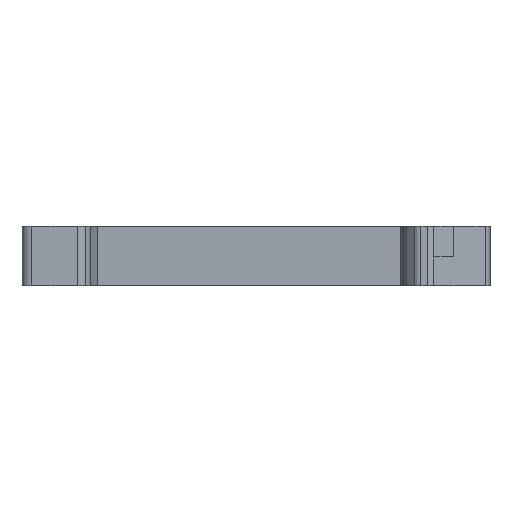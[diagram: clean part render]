
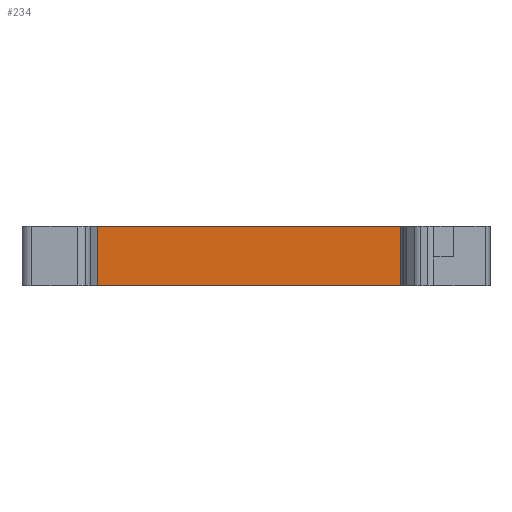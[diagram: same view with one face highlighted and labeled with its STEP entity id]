
A CAD part, front view. The second image highlights one B-rep face of the part: STEP entity #234.
In plain terms, the highlighted planar face has unit normal (0, -1, 0).
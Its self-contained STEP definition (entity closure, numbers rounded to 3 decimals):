
#234=ADVANCED_FACE('',(#702),#505,.T.);
#505=PLANE('',#5272);
#702=FACE_OUTER_BOUND('',#972,.T.);
#972=EDGE_LOOP('',(#1432,#1433,#1434,#1435));
#1432=ORIENTED_EDGE('',*,*,#3412,.F.);
#1433=ORIENTED_EDGE('',*,*,#3413,.F.);
#1434=ORIENTED_EDGE('',*,*,#3414,.T.);
#1435=ORIENTED_EDGE('',*,*,#3415,.F.);
#2912=VERTEX_POINT('',#7197);
#2913=VERTEX_POINT('',#7198);
#2914=VERTEX_POINT('',#7200);
#2915=VERTEX_POINT('',#7202);
#3412=EDGE_CURVE('',#2912,#2913,#4149,.T.);
#3413=EDGE_CURVE('',#2914,#2912,#4150,.T.);
#3414=EDGE_CURVE('',#2914,#2915,#4151,.T.);
#3415=EDGE_CURVE('',#2913,#2915,#4152,.T.);
#4149=LINE('',#7196,#4713);
#4150=LINE('',#7199,#4714);
#4151=LINE('',#7201,#4715);
#4152=LINE('',#7203,#4716);
#4713=VECTOR('',#5738,1.);
#4714=VECTOR('',#5739,1.);
#4715=VECTOR('',#5740,1.);
#4716=VECTOR('',#5741,1.);
#5272=AXIS2_PLACEMENT_3D('',#7204,#5742,#5743);
#5738=DIRECTION('',(0.,0.,-1.));
#5739=DIRECTION('',(1.,0.,0.));
#5740=DIRECTION('',(0.,0.,-1.));
#5741=DIRECTION('',(-1.,0.,0.));
#5742=DIRECTION('',(0.,-1.,0.));
#5743=DIRECTION('',(0.,0.,-1.));
#7196=CARTESIAN_POINT('',(21.64,-33.7,-3.2));
#7197=CARTESIAN_POINT('',(21.64,-33.7,0.));
#7198=CARTESIAN_POINT('',(21.64,-33.7,-6.2));
#7199=CARTESIAN_POINT('',(-15.51,-33.7,0.));
#7200=CARTESIAN_POINT('',(-15.51,-33.7,0.));
#7201=CARTESIAN_POINT('',(-15.51,-33.7,0.));
#7202=CARTESIAN_POINT('',(-15.51,-33.7,-6.2));
#7203=CARTESIAN_POINT('',(21.64,-33.7,-6.2));
#7204=CARTESIAN_POINT('',(-15.51,-33.7,-8.2));
